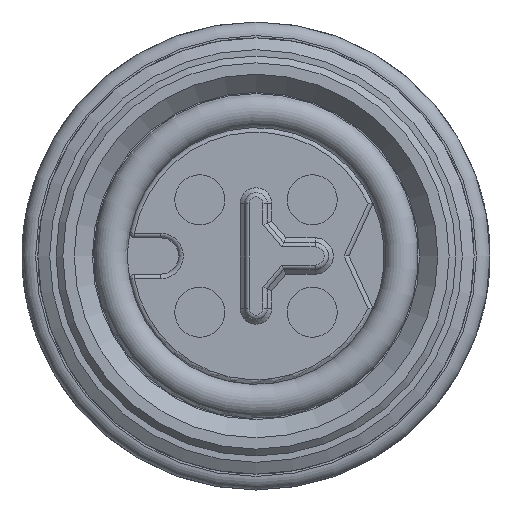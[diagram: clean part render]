
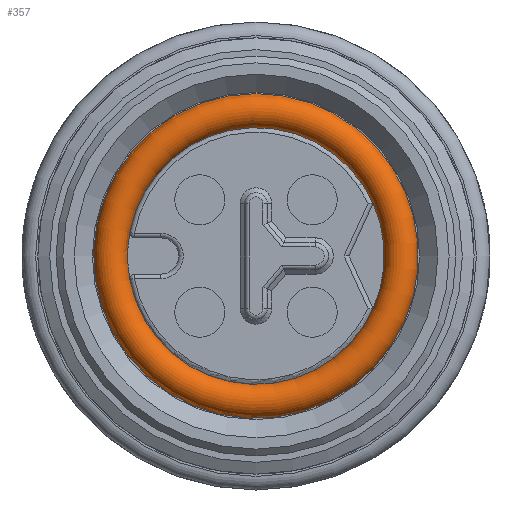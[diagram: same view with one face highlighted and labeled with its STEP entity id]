
A CAD part, front view. The second image highlights one B-rep face of the part: STEP entity #357.
In plain terms, the highlighted toroidal (fillet/blend) face has major radius 3.2 mm and minor radius 0.375 mm.
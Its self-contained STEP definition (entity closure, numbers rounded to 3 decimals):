
#157=FACE_BOUND('',#764,.T.);
#158=FACE_BOUND('',#765,.T.);
#269=TOROIDAL_SURFACE('',#2833,3.2,0.375);
#357=ADVANCED_FACE('',(#157,#158),#269,.T.);
#764=EDGE_LOOP('',(#1345,#1346,#1347,#1348));
#765=EDGE_LOOP('',(#1349));
#956=CIRCLE('',#2824,2.825);
#957=CIRCLE('',#2826,2.825);
#958=CIRCLE('',#2828,2.825);
#959=CIRCLE('',#2830,2.825);
#960=CIRCLE('',#2832,3.574);
#1345=ORIENTED_EDGE('',*,*,#2213,.T.);
#1346=ORIENTED_EDGE('',*,*,#2212,.F.);
#1347=ORIENTED_EDGE('',*,*,#2211,.T.);
#1348=ORIENTED_EDGE('',*,*,#2210,.F.);
#1349=ORIENTED_EDGE('',*,*,#2214,.T.);
#1921=VERTEX_POINT('',#4147);
#1923=VERTEX_POINT('',#4153);
#1926=VERTEX_POINT('',#4165);
#1927=VERTEX_POINT('',#4169);
#1928=VERTEX_POINT('',#4181);
#2210=EDGE_CURVE('',#1926,#1921,#956,.T.);
#2211=EDGE_CURVE('',#1923,#1921,#957,.T.);
#2212=EDGE_CURVE('',#1923,#1927,#958,.T.);
#2213=EDGE_CURVE('',#1926,#1927,#959,.T.);
#2214=EDGE_CURVE('',#1928,#1928,#960,.T.);
#2824=AXIS2_PLACEMENT_3D('',#4172,#3351,#3352);
#2826=AXIS2_PLACEMENT_3D('',#4174,#3355,#3356);
#2828=AXIS2_PLACEMENT_3D('',#4176,#3359,#3360);
#2830=AXIS2_PLACEMENT_3D('',#4178,#3363,#3364);
#2832=AXIS2_PLACEMENT_3D('',#4180,#3367,#3368);
#2833=AXIS2_PLACEMENT_3D('',#4182,#3369,#3370);
#3351=DIRECTION('',(0.,-1.,0.));
#3352=DIRECTION('',(1.,0.,0.));
#3355=DIRECTION('',(0.,1.,0.));
#3356=DIRECTION('',(-1.,0.,0.));
#3359=DIRECTION('',(0.,-1.,0.));
#3360=DIRECTION('',(1.,0.,0.));
#3363=DIRECTION('',(0.,1.,0.));
#3364=DIRECTION('',(-1.,0.,0.));
#3367=DIRECTION('',(0.,-1.,0.));
#3368=DIRECTION('',(0.,0.,1.));
#3369=DIRECTION('',(0.,1.,0.));
#3370=DIRECTION('',(1.,0.,0.));
#4147=CARTESIAN_POINT('',(102.898,-8.25,-0.518));
#4153=CARTESIAN_POINT('',(108.252,-8.25,-1.157));
#4165=CARTESIAN_POINT('',(102.898,-8.25,0.518));
#4169=CARTESIAN_POINT('',(108.252,-8.25,1.157));
#4172=CARTESIAN_POINT('',(105.675,-8.25,0.));
#4174=CARTESIAN_POINT('',(105.675,-8.25,0.));
#4176=CARTESIAN_POINT('',(105.675,-8.25,0.));
#4178=CARTESIAN_POINT('',(105.675,-8.25,0.));
#4180=CARTESIAN_POINT('',(105.675,-8.275,0.));
#4181=CARTESIAN_POINT('',(105.675,-8.275,3.574));
#4182=CARTESIAN_POINT('',(105.675,-8.25,0.));
